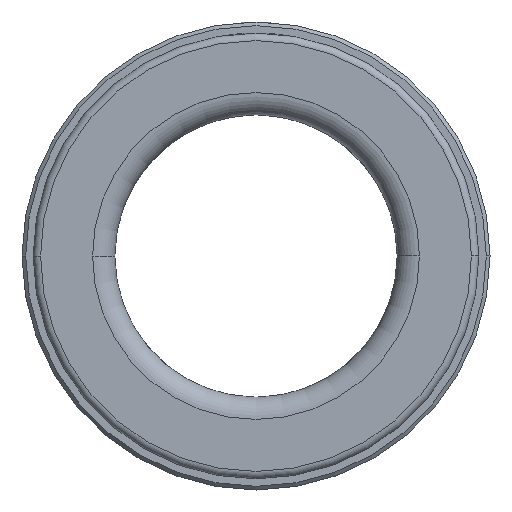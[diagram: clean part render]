
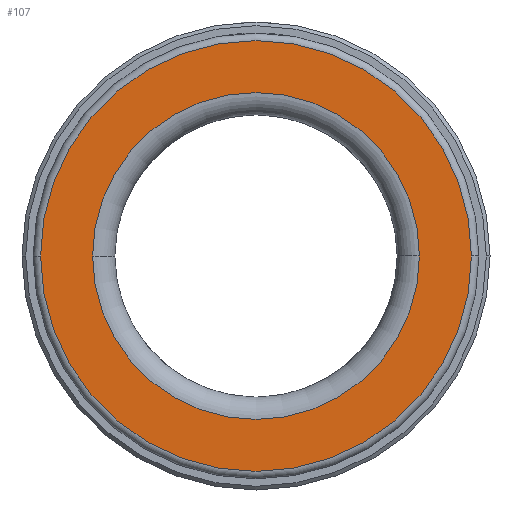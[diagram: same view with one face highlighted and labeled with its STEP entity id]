
A CAD part, front view. The second image highlights one B-rep face of the part: STEP entity #107.
In plain terms, the highlighted planar face has unit normal (0, -1, 0).
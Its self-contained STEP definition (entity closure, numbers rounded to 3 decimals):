
#107 = ADVANCED_FACE ( 'NONE', ( #3394, #1069 ), #338, .F. ) ;
#338 = PLANE ( 'NONE',  #4651 ) ;
#546 = AXIS2_PLACEMENT_3D ( 'NONE', #883, #6037, #829 ) ;
#829 = DIRECTION ( 'NONE',  ( -1., 0., 0. ) ) ;
#883 = CARTESIAN_POINT ( 'NONE',  ( 0., -40., 0. ) ) ;
#1069 = FACE_BOUND ( 'NONE', #5923, .T. ) ;
#1187 = ORIENTED_EDGE ( 'NONE', *, *, #2751, .T. ) ;
#1459 = DIRECTION ( 'NONE',  ( -1., 0., 0. ) ) ;
#1525 = ORIENTED_EDGE ( 'NONE', *, *, #6904, .T. ) ;
#1707 = DIRECTION ( 'NONE',  ( -1., 0., 0. ) ) ;
#1769 = CARTESIAN_POINT ( 'NONE',  ( 0., -40., 0. ) ) ;
#1841 = EDGE_CURVE ( 'NONE', #3977, #4405, #3562, .T. ) ;
#2402 = CARTESIAN_POINT ( 'NONE',  ( -29., -40., 0. ) ) ;
#2751 = EDGE_CURVE ( 'NONE', #7303, #6647, #5688, .T. ) ;
#2931 = AXIS2_PLACEMENT_3D ( 'NONE', #1769, #6930, #4633 ) ;
#3146 = CIRCLE ( 'NONE', #6084, 22. ) ;
#3235 = AXIS2_PLACEMENT_3D ( 'NONE', #6920, #3511, #1707 ) ;
#3394 = FACE_OUTER_BOUND ( 'NONE', #5861, .T. ) ;
#3511 = DIRECTION ( 'NONE',  ( 0., 1., 0. ) ) ;
#3562 = CIRCLE ( 'NONE', #3235, 29. ) ;
#3631 = CARTESIAN_POINT ( 'NONE',  ( 29., -40., 0. ) ) ;
#3876 = DIRECTION ( 'NONE',  ( -1., 0., 0. ) ) ;
#3977 = VERTEX_POINT ( 'NONE', #2402 ) ;
#4123 = ORIENTED_EDGE ( 'NONE', *, *, #1841, .F. ) ;
#4319 = DIRECTION ( 'NONE',  ( 0., 1., 0. ) ) ;
#4405 = VERTEX_POINT ( 'NONE', #3631 ) ;
#4633 = DIRECTION ( 'NONE',  ( -1., 0., 0. ) ) ;
#4651 = AXIS2_PLACEMENT_3D ( 'NONE', #5967, #4319, #1459 ) ;
#4837 = CARTESIAN_POINT ( 'NONE',  ( -22., -40., 0. ) ) ;
#4917 = EDGE_CURVE ( 'NONE', #4405, #3977, #7310, .T. ) ;
#5424 = CARTESIAN_POINT ( 'NONE',  ( 0., -40., 0. ) ) ;
#5688 = CIRCLE ( 'NONE', #2931, 22. ) ;
#5724 = ORIENTED_EDGE ( 'NONE', *, *, #4917, .F. ) ;
#5787 = CARTESIAN_POINT ( 'NONE',  ( 22., -40., 0. ) ) ;
#5861 = EDGE_LOOP ( 'NONE', ( #4123, #5724 ) ) ;
#5923 = EDGE_LOOP ( 'NONE', ( #1525, #1187 ) ) ;
#5967 = CARTESIAN_POINT ( 'NONE',  ( 29., -40., 0. ) ) ;
#6037 = DIRECTION ( 'NONE',  ( 0., 1., 0. ) ) ;
#6084 = AXIS2_PLACEMENT_3D ( 'NONE', #5424, #7316, #3876 ) ;
#6647 = VERTEX_POINT ( 'NONE', #4837 ) ;
#6904 = EDGE_CURVE ( 'NONE', #6647, #7303, #3146, .T. ) ;
#6920 = CARTESIAN_POINT ( 'NONE',  ( 0., -40., 0. ) ) ;
#6930 = DIRECTION ( 'NONE',  ( 0., 1., 0. ) ) ;
#7303 = VERTEX_POINT ( 'NONE', #5787 ) ;
#7310 = CIRCLE ( 'NONE', #546, 29. ) ;
#7316 = DIRECTION ( 'NONE',  ( 0., 1., 0. ) ) ;
